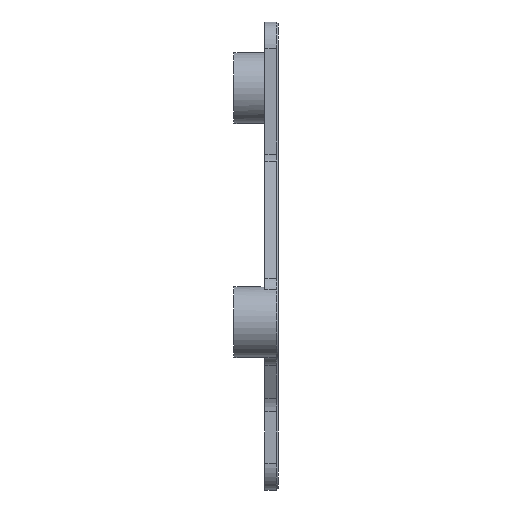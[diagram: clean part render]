
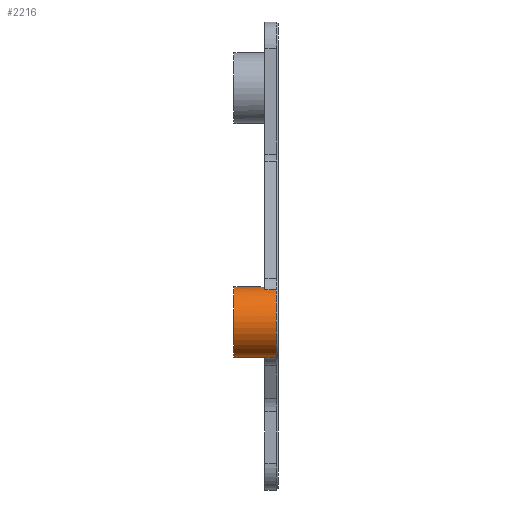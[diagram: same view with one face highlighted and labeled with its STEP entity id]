
A CAD part, left-side view. The second image highlights one B-rep face of the part: STEP entity #2216.
In plain terms, the highlighted cylindrical face has radius 4 mm (diameter 8 mm), a full revolution.
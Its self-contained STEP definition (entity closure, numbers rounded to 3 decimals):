
#23=CYLINDRICAL_SURFACE('',#2428,4.);
#150=FACE_OUTER_BOUND('',#291,.T.);
#291=EDGE_LOOP('',(#1661,#1662,#1663,#1664,#1665,#1666,#1667,#1668,#1669,
#1670,#1671,#1672));
#462=LINE('',#3583,#668);
#463=LINE('',#3589,#669);
#464=LINE('',#3593,#670);
#465=LINE('',#3596,#671);
#466=LINE('',#3600,#672);
#668=VECTOR('',#2846,10.);
#669=VECTOR('',#2853,4.);
#670=VECTOR('',#2856,10.);
#671=VECTOR('',#2859,10.);
#672=VECTOR('',#2862,10.);
#860=CIRCLE('',#2392,4.);
#877=CIRCLE('',#2429,4.);
#878=CIRCLE('',#2430,4.);
#879=CIRCLE('',#2431,4.);
#880=CIRCLE('',#2432,4.);
#881=CIRCLE('',#2433,4.);
#1013=VERTEX_POINT('',#3491);
#1014=VERTEX_POINT('',#3493);
#1039=VERTEX_POINT('',#3582);
#1040=VERTEX_POINT('',#3586);
#1041=VERTEX_POINT('',#3588);
#1042=VERTEX_POINT('',#3590);
#1043=VERTEX_POINT('',#3592);
#1044=VERTEX_POINT('',#3595);
#1045=VERTEX_POINT('',#3597);
#1046=VERTEX_POINT('',#3599);
#1223=EDGE_CURVE('',#1013,#1014,#860,.T.);
#1268=EDGE_CURVE('',#1014,#1039,#462,.T.);
#1270=EDGE_CURVE('',#1040,#1040,#877,.T.);
#1271=EDGE_CURVE('',#1040,#1041,#463,.T.);
#1272=EDGE_CURVE('',#1042,#1041,#878,.T.);
#1273=EDGE_CURVE('',#1043,#1042,#464,.T.);
#1274=EDGE_CURVE('',#1039,#1043,#879,.T.);
#1275=EDGE_CURVE('',#1044,#1013,#465,.T.);
#1276=EDGE_CURVE('',#1045,#1044,#880,.T.);
#1277=EDGE_CURVE('',#1046,#1045,#466,.T.);
#1278=EDGE_CURVE('',#1041,#1046,#881,.T.);
#1661=ORIENTED_EDGE('',*,*,#1270,.F.);
#1662=ORIENTED_EDGE('',*,*,#1271,.T.);
#1663=ORIENTED_EDGE('',*,*,#1272,.F.);
#1664=ORIENTED_EDGE('',*,*,#1273,.F.);
#1665=ORIENTED_EDGE('',*,*,#1274,.F.);
#1666=ORIENTED_EDGE('',*,*,#1268,.F.);
#1667=ORIENTED_EDGE('',*,*,#1223,.F.);
#1668=ORIENTED_EDGE('',*,*,#1275,.F.);
#1669=ORIENTED_EDGE('',*,*,#1276,.F.);
#1670=ORIENTED_EDGE('',*,*,#1277,.F.);
#1671=ORIENTED_EDGE('',*,*,#1278,.F.);
#1672=ORIENTED_EDGE('',*,*,#1271,.F.);
#2216=ADVANCED_FACE('',(#150),#23,.T.);
#2392=AXIS2_PLACEMENT_3D('',#3494,#2747,#2748);
#2428=AXIS2_PLACEMENT_3D('',#3585,#2849,#2850);
#2429=AXIS2_PLACEMENT_3D('',#3587,#2851,#2852);
#2430=AXIS2_PLACEMENT_3D('',#3591,#2854,#2855);
#2431=AXIS2_PLACEMENT_3D('',#3594,#2857,#2858);
#2432=AXIS2_PLACEMENT_3D('',#3598,#2860,#2861);
#2433=AXIS2_PLACEMENT_3D('',#3601,#2863,#2864);
#2747=DIRECTION('center_axis',(0.,-1.,0.));
#2748=DIRECTION('ref_axis',(1.,0.,0.));
#2846=DIRECTION('',(0.,1.,0.));
#2849=DIRECTION('center_axis',(0.,1.,0.));
#2850=DIRECTION('ref_axis',(1.,0.,0.));
#2851=DIRECTION('center_axis',(0.,1.,0.));
#2852=DIRECTION('ref_axis',(1.,0.,0.));
#2853=DIRECTION('',(0.,-1.,0.));
#2854=DIRECTION('center_axis',(0.,-1.,0.));
#2855=DIRECTION('ref_axis',(-1.,0.,0.));
#2856=DIRECTION('',(0.,-1.,0.));
#2857=DIRECTION('center_axis',(0.,-1.,0.));
#2858=DIRECTION('ref_axis',(1.,0.,0.));
#2859=DIRECTION('',(0.,-1.,0.));
#2860=DIRECTION('center_axis',(0.,-1.,0.));
#2861=DIRECTION('ref_axis',(1.,0.,0.));
#2862=DIRECTION('',(0.,1.,0.));
#2863=DIRECTION('center_axis',(0.,-1.,0.));
#2864=DIRECTION('ref_axis',(-1.,0.,0.));
#3491=CARTESIAN_POINT('',(0.527,0.2,-35.453));
#3493=CARTESIAN_POINT('',(0.791,0.2,-34.274));
#3494=CARTESIAN_POINT('Origin',(-3.2,0.2,-34.));
#3582=CARTESIAN_POINT('',(0.791,1.5,-34.274));
#3583=CARTESIAN_POINT('',(0.791,0.,-34.274));
#3585=CARTESIAN_POINT('Origin',(-3.2,0.,-34.));
#3586=CARTESIAN_POINT('',(-7.2,5.,-34.));
#3587=CARTESIAN_POINT('Origin',(-3.2,5.,-34.));
#3588=CARTESIAN_POINT('',(-7.2,0.2,-34.));
#3589=CARTESIAN_POINT('',(-7.2,0.,-34.));
#3590=CARTESIAN_POINT('',(-4.833,0.2,-30.349));
#3591=CARTESIAN_POINT('Origin',(-3.2,0.2,-34.));
#3592=CARTESIAN_POINT('',(-4.833,1.5,-30.349));
#3593=CARTESIAN_POINT('',(-4.833,0.,-30.349));
#3594=CARTESIAN_POINT('Origin',(-3.2,1.5,-34.));
#3595=CARTESIAN_POINT('',(0.527,1.5,-35.453));
#3596=CARTESIAN_POINT('',(0.527,0.,-35.453));
#3597=CARTESIAN_POINT('',(-3.887,1.5,-37.941));
#3598=CARTESIAN_POINT('Origin',(-3.2,1.5,-34.));
#3599=CARTESIAN_POINT('',(-3.887,0.2,-37.941));
#3600=CARTESIAN_POINT('',(-3.887,0.,-37.941));
#3601=CARTESIAN_POINT('Origin',(-3.2,0.2,-34.));
